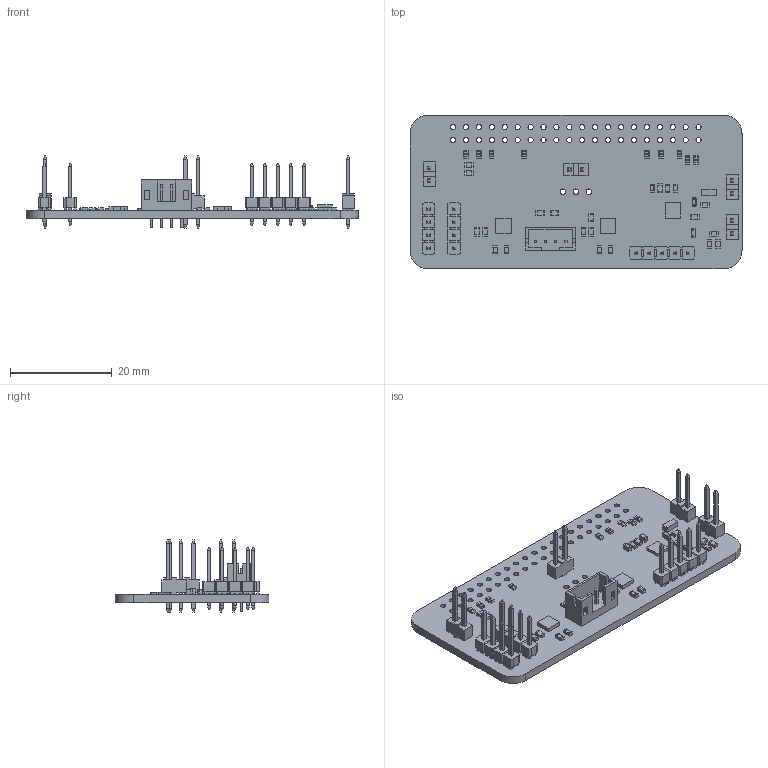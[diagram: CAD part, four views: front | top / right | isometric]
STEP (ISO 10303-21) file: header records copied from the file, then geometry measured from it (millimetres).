
FILE_DESCRIPTION(('Open CASCADE Model'),'2;1');
FILE_NAME('Open CASCADE Shape Model','2020-03-27T11:45:11',('Author'),( 'Open CASCADE'),'Open CASCADE STEP processor 6.5','Open CASCADE 6.5' ,'Unknown');
FILE_SCHEMA(('AUTOMOTIVE_DESIGN { 1 0 10303 214 1 1 1 1 }'));
Length unit declared in the file: millimetre
Products named in the file (72): PCB; Board; VOL; B-Pin; A-Pin; U3; 1435026160; Extruded; U2; 1435025904; U1; STEREO; B4B-PH-K-S; R17; 1435024240; 1435015536; R16; R15; 0603_SMD_Resistor_0; R14; R13; R12; R9; R8; R7; R6; R5; R4; R3; R2; R1; 1435016048; 1435016176; L2; User_Library-Chip_Inductor; L1; I2C; FB6; FB5; FB4 ...
Assembly tree (143 placements, depth 4):
  PCB
    Board
    VOL
      B-Pin  x2
      A-Pin  x2
    U3
      1435026160
        Extruded
    U2
      1435025904
        Extruded
    U1
      1435025904
        Extruded
    STEREO
      B4B-PH-K-S
    R17
      1435024240
        Extruded
      1435015536  x2
        Extruded
    R16
      1435024240
        Extruded
      1435015536  x2
        Extruded
    R15
      0603_SMD_Resistor_0
    R14
      0603_SMD_Resistor_0
    R13
      0603_SMD_Resistor_0
    R12
      0603_SMD_Resistor_0
    R9
      0603_SMD_Resistor_0
    R8
      0603_SMD_Resistor_0
    R7
      0603_SMD_Resistor_0
    R6
      0603_SMD_Resistor_0
    R5
      0603_SMD_Resistor_0
    R4
      1435024240
        Extruded
      1435015536  x2
        Extruded
    R3
      1435024240
        Extruded
      1435015536  x2
        Extruded
    R2
      1435024240
        Extruded
      1435015536  x2
        Extruded
    R1
Bounding box: 65.25 x 30.25 x 14.22 mm (x, y, z)
Volume: 3720.7 mm3; surface area: 6632.1 mm2
Topology: 101 solids, 101 shells, 2071 faces, 4763 edges, 2898 vertices
Faces by surface type: plane 1506, cylinder 344, bspline 117, sphere 104
Full cylindrical faces by diameter (mm): 0.813 x4, 1 x21, 1.016 x40, 1.067 x3
Entity records: 32514 total; most frequent: CARTESIAN_POINT 6406, DIRECTION 4525, LINE 2713, VECTOR 2713, ORIENTED_EDGE 2266, PCURVE 2266, DEFINITIONAL_REPRESENTATION 2266, EDGE_CURVE 1133
